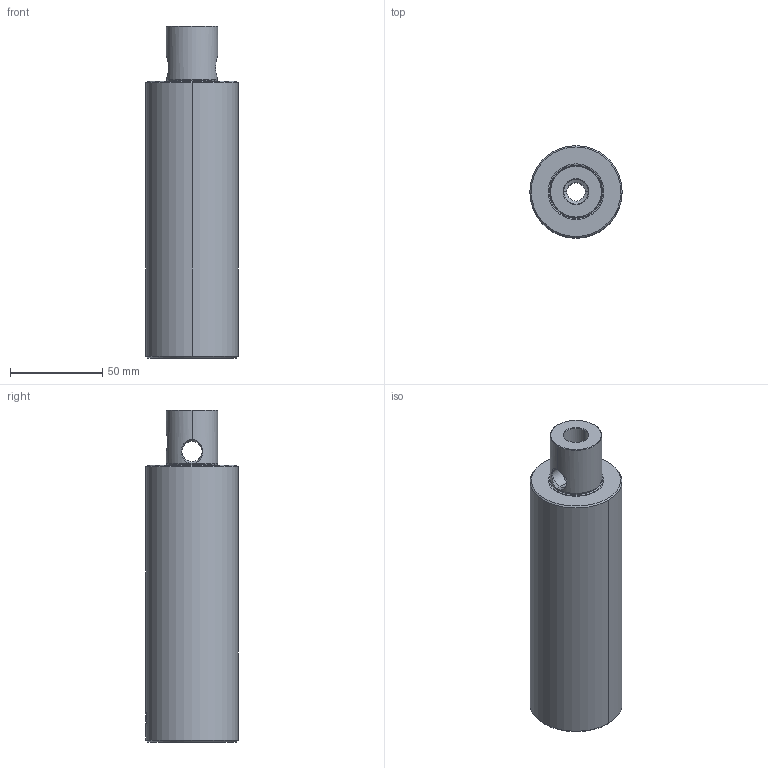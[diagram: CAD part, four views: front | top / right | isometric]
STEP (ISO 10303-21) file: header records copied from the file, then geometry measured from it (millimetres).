
FILE_DESCRIPTION(('no description'),'unknown implementation level');
FILE_NAME('AD1E18D7-6E64-42A8-9335-F84E2FA949F3_export.stp',' ',('CIMSOURCE GmbH'),('CADClick - KiM GmbH - www.kimweb.de'),'unknown preprocess','ACIS','unknown authorization');
FILE_SCHEMA(('automotive_design'));
Length unit declared in the file: millimetre
Products named in the file (2): 389.366 Kaiser Verl�ngerung CKB5xCKB5x150SD|690.435 Kaiser ETL M10 X 14 CK5;Schnitt-Linear austragen2; 389.366 Kaiser Verl�ngerung CKB5xCKB5x150SD|389.366 Kaiser Verl�ngerungCKB5xCKB5x150SD;Schnitt-Rotation2
Bounding box: 50 x 50 x 180 mm (x, y, z)
Volume: 275032 mm3; surface area: 38781.6 mm2
Topology: 2 solids, 2 shells, 101 faces, 245 edges, 143 vertices
Faces by surface type: cone 42, cylinder 28, plane 27, torus 4
Entity records: 6349 total; most frequent: CARTESIAN_POINT 1200, DIRECTION 515, STYLED_ITEM 489, PRESENTATION_STYLE_ASSIGNMENT 489, COLOUR_RGB 489, ORIENTED_EDGE 486, EDGE_CURVE 243, CURVE_STYLE 243
